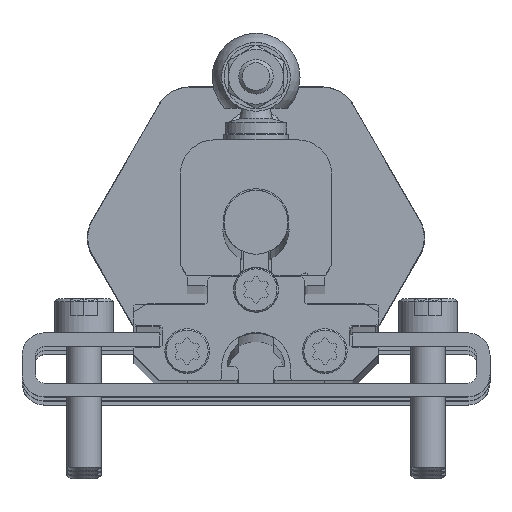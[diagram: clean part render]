
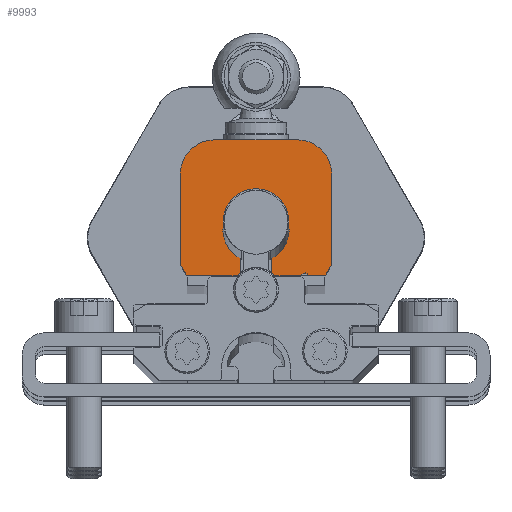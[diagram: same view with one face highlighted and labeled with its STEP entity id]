
A CAD part, top view. The second image highlights one B-rep face of the part: STEP entity #9993.
In plain terms, the highlighted planar face has unit normal (0, 0, 1).
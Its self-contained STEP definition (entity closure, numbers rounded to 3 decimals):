
#613=LINE('',#14910,#1265);
#643=LINE('',#15019,#1295);
#645=LINE('',#15024,#1297);
#649=LINE('',#15032,#1301);
#656=LINE('',#15049,#1308);
#657=LINE('',#15050,#1309);
#658=LINE('',#15052,#1310);
#659=LINE('',#15056,#1311);
#660=LINE('',#15060,#1312);
#661=LINE('',#15062,#1313);
#662=LINE('',#15064,#1314);
#663=LINE('',#15068,#1315);
#664=LINE('',#15070,#1316);
#665=LINE('',#15072,#1317);
#666=LINE('',#15074,#1318);
#667=LINE('',#15079,#1319);
#668=LINE('',#15081,#1320);
#669=LINE('',#15082,#1321);
#670=LINE('',#15086,#1322);
#671=LINE('',#15087,#1323);
#1265=VECTOR('',#12664,1000.);
#1295=VECTOR('',#12724,1000.);
#1297=VECTOR('',#12728,1000.);
#1301=VECTOR('',#12732,1000.);
#1308=VECTOR('',#12743,1000.);
#1309=VECTOR('',#12744,1000.);
#1310=VECTOR('',#12745,1000.);
#1311=VECTOR('',#12748,1000.);
#1312=VECTOR('',#12751,1000.);
#1313=VECTOR('',#12752,1000.);
#1314=VECTOR('',#12753,1000.);
#1315=VECTOR('',#12756,1000.);
#1316=VECTOR('',#12757,1000.);
#1317=VECTOR('',#12758,1000.);
#1318=VECTOR('',#12759,1000.);
#1319=VECTOR('',#12764,1000.);
#1320=VECTOR('',#12765,1000.);
#1321=VECTOR('',#12766,1000.);
#1322=VECTOR('',#12769,1000.);
#1323=VECTOR('',#12770,1000.);
#3211=ORIENTED_EDGE('',*,*,#4583,.F.);
#3212=ORIENTED_EDGE('',*,*,#4584,.F.);
#3213=ORIENTED_EDGE('',*,*,#4570,.T.);
#3214=ORIENTED_EDGE('',*,*,#4585,.T.);
#3215=ORIENTED_EDGE('',*,*,#4586,.T.);
#3216=ORIENTED_EDGE('',*,*,#4587,.T.);
#3217=ORIENTED_EDGE('',*,*,#4588,.T.);
#3218=ORIENTED_EDGE('',*,*,#4589,.F.);
#3219=ORIENTED_EDGE('',*,*,#4590,.T.);
#3220=ORIENTED_EDGE('',*,*,#4591,.T.);
#3221=ORIENTED_EDGE('',*,*,#4592,.T.);
#3222=ORIENTED_EDGE('',*,*,#4593,.T.);
#3223=ORIENTED_EDGE('',*,*,#4594,.T.);
#3224=ORIENTED_EDGE('',*,*,#4595,.T.);
#3225=ORIENTED_EDGE('',*,*,#4596,.T.);
#3226=ORIENTED_EDGE('',*,*,#4597,.T.);
#3227=ORIENTED_EDGE('',*,*,#4598,.T.);
#3228=ORIENTED_EDGE('',*,*,#4528,.T.);
#3229=ORIENTED_EDGE('',*,*,#4599,.T.);
#3230=ORIENTED_EDGE('',*,*,#4600,.T.);
#3231=ORIENTED_EDGE('',*,*,#4601,.T.);
#3232=ORIENTED_EDGE('',*,*,#4576,.T.);
#3233=ORIENTED_EDGE('',*,*,#4602,.T.);
#3234=ORIENTED_EDGE('',*,*,#4603,.T.);
#3235=ORIENTED_EDGE('',*,*,#4604,.T.);
#3236=ORIENTED_EDGE('',*,*,#4572,.T.);
#3237=ORIENTED_EDGE('',*,*,#4605,.F.);
#4528=EDGE_CURVE('',#5348,#5347,#613,.T.);
#4570=EDGE_CURVE('',#5372,#5379,#643,.T.);
#4572=EDGE_CURVE('',#5382,#5380,#645,.T.);
#4576=EDGE_CURVE('',#5386,#5385,#649,.T.);
#4583=EDGE_CURVE('',#5392,#5393,#5849,.T.);
#4584=EDGE_CURVE('',#5372,#5392,#656,.T.);
#4585=EDGE_CURVE('',#5379,#5394,#657,.T.);
#4586=EDGE_CURVE('',#5394,#5395,#658,.T.);
#4587=EDGE_CURVE('',#5395,#5396,#5850,.T.);
#4588=EDGE_CURVE('',#5396,#5397,#659,.T.);
#4589=EDGE_CURVE('',#5398,#5397,#5851,.T.);
#4590=EDGE_CURVE('',#5398,#5399,#660,.T.);
#4591=EDGE_CURVE('',#5399,#5400,#661,.T.);
#4592=EDGE_CURVE('',#5400,#5401,#662,.T.);
#4593=EDGE_CURVE('',#5401,#5402,#5852,.T.);
#4594=EDGE_CURVE('',#5402,#5403,#663,.T.);
#4595=EDGE_CURVE('',#5403,#5404,#664,.T.);
#4596=EDGE_CURVE('',#5404,#5405,#665,.T.);
#4597=EDGE_CURVE('',#5405,#5406,#666,.T.);
#4598=EDGE_CURVE('',#5406,#5348,#5853,.T.);
#4599=EDGE_CURVE('',#5347,#5407,#5854,.T.);
#4600=EDGE_CURVE('',#5407,#5408,#667,.T.);
#4601=EDGE_CURVE('',#5408,#5386,#668,.T.);
#4602=EDGE_CURVE('',#5385,#5409,#669,.T.);
#4603=EDGE_CURVE('',#5409,#5410,#5855,.T.);
#4604=EDGE_CURVE('',#5410,#5382,#670,.T.);
#4605=EDGE_CURVE('',#5393,#5380,#671,.T.);
#5347=VERTEX_POINT('',#14909);
#5348=VERTEX_POINT('',#14911);
#5372=VERTEX_POINT('',#15005);
#5379=VERTEX_POINT('',#15018);
#5380=VERTEX_POINT('',#15022);
#5382=VERTEX_POINT('',#15025);
#5385=VERTEX_POINT('',#15031);
#5386=VERTEX_POINT('',#15033);
#5392=VERTEX_POINT('',#15047);
#5393=VERTEX_POINT('',#15048);
#5394=VERTEX_POINT('',#15051);
#5395=VERTEX_POINT('',#15053);
#5396=VERTEX_POINT('',#15055);
#5397=VERTEX_POINT('',#15057);
#5398=VERTEX_POINT('',#15059);
#5399=VERTEX_POINT('',#15061);
#5400=VERTEX_POINT('',#15063);
#5401=VERTEX_POINT('',#15065);
#5402=VERTEX_POINT('',#15067);
#5403=VERTEX_POINT('',#15069);
#5404=VERTEX_POINT('',#15071);
#5405=VERTEX_POINT('',#15073);
#5406=VERTEX_POINT('',#15075);
#5407=VERTEX_POINT('',#15078);
#5408=VERTEX_POINT('',#15080);
#5409=VERTEX_POINT('',#15083);
#5410=VERTEX_POINT('',#15085);
#5849=CIRCLE('',#10773,4.81);
#5850=CIRCLE('',#10774,0.5);
#5851=CIRCLE('',#10775,0.5);
#5852=CIRCLE('',#10776,0.75);
#5853=CIRCLE('',#10777,5.);
#5854=CIRCLE('',#10778,5.);
#5855=CIRCLE('',#10779,0.75);
#6285=EDGE_LOOP('',(#3211,#3212,#3213,#3214,#3215,#3216,#3217,#3218,#3219,
#3220,#3221,#3222,#3223,#3224,#3225,#3226,#3227,#3228,#3229,#3230,#3231,
#3232,#3233,#3234,#3235,#3236,#3237));
#6800=FACE_BOUND('',#6285,.T.);
#7099=PLANE('',#10772);
#9993=ADVANCED_FACE('',(#6800),#7099,.T.);
#10772=AXIS2_PLACEMENT_3D('',#15045,#12739,#12740);
#10773=AXIS2_PLACEMENT_3D('',#15046,#12741,#12742);
#10774=AXIS2_PLACEMENT_3D('',#15054,#12746,#12747);
#10775=AXIS2_PLACEMENT_3D('',#15058,#12749,#12750);
#10776=AXIS2_PLACEMENT_3D('',#15066,#12754,#12755);
#10777=AXIS2_PLACEMENT_3D('',#15076,#12760,#12761);
#10778=AXIS2_PLACEMENT_3D('',#15077,#12762,#12763);
#10779=AXIS2_PLACEMENT_3D('',#15084,#12767,#12768);
#12664=DIRECTION('',(-1.,0.,0.));
#12724=DIRECTION('',(1.,0.,0.));
#12728=DIRECTION('',(1.,0.,0.));
#12732=DIRECTION('',(1.,0.,0.));
#12739=DIRECTION('',(0.,0.,1.));
#12740=DIRECTION('',(1.,0.,0.));
#12741=DIRECTION('',(0.,0.,1.));
#12742=DIRECTION('',(1.,0.,0.));
#12743=DIRECTION('',(0.,1.,0.));
#12744=DIRECTION('',(0.94,-0.342,0.));
#12745=DIRECTION('',(1.,0.,0.));
#12746=DIRECTION('',(0.,0.,1.));
#12747=DIRECTION('',(1.,0.,0.));
#12748=DIRECTION('',(0.5,0.866,0.));
#12749=DIRECTION('',(0.,0.,1.));
#12750=DIRECTION('',(1.,0.,0.));
#12751=DIRECTION('',(0.707,-0.707,0.));
#12752=DIRECTION('',(1.,0.,0.));
#12753=DIRECTION('',(0.,-1.,0.));
#12754=DIRECTION('',(0.,0.,1.));
#12755=DIRECTION('',(1.,0.,0.));
#12756=DIRECTION('',(0.,1.,0.));
#12757=DIRECTION('',(1.,0.,0.));
#12758=DIRECTION('',(0.5,0.866,0.));
#12759=DIRECTION('',(0.,1.,0.));
#12760=DIRECTION('',(0.,0.,1.));
#12761=DIRECTION('',(1.,0.,0.));
#12762=DIRECTION('',(0.,0.,1.));
#12763=DIRECTION('',(1.,0.,0.));
#12764=DIRECTION('',(0.,-1.,0.));
#12765=DIRECTION('',(0.5,-0.866,0.));
#12766=DIRECTION('',(0.,-1.,0.));
#12767=DIRECTION('',(0.,0.,1.));
#12768=DIRECTION('',(1.,0.,0.));
#12769=DIRECTION('',(0.,1.,0.));
#12770=DIRECTION('',(0.,-1.,0.));
#14909=CARTESIAN_POINT('',(-6.,19.8,20.));
#14910=CARTESIAN_POINT('',(6.,19.8,20.));
#14911=CARTESIAN_POINT('',(6.,19.8,20.));
#15005=CARTESIAN_POINT('',(2.265,0.,20.));
#15018=CARTESIAN_POINT('',(2.806,0.,20.));
#15019=CARTESIAN_POINT('',(-8.2,0.,20.));
#15022=CARTESIAN_POINT('',(-2.265,0.,20.));
#15024=CARTESIAN_POINT('',(-8.2,0.,20.));
#15025=CARTESIAN_POINT('',(-8.2,0.,20.));
#15031=CARTESIAN_POINT('',(-9.7,0.,20.));
#15032=CARTESIAN_POINT('',(-10.019,0.,20.));
#15033=CARTESIAN_POINT('',(-10.019,0.,20.));
#15045=CARTESIAN_POINT('',(-8.95,-0.21,20.));
#15046=CARTESIAN_POINT('',(0.,6.8,20.));
#15047=CARTESIAN_POINT('',(2.265,2.557,20.));
#15048=CARTESIAN_POINT('',(-2.265,2.557,20.));
#15049=CARTESIAN_POINT('',(2.265,0.,20.));
#15050=CARTESIAN_POINT('',(2.806,0.,20.));
#15051=CARTESIAN_POINT('',(4.18,-0.5,20.));
#15052=CARTESIAN_POINT('',(4.18,-0.5,20.));
#15053=CARTESIAN_POINT('',(5.938,-0.5,20.));
#15054=CARTESIAN_POINT('',(5.938,0.,20.));
#15055=CARTESIAN_POINT('',(6.371,-0.25,20.));
#15056=CARTESIAN_POINT('',(6.371,-0.25,20.));
#15057=CARTESIAN_POINT('',(6.637,0.21,20.));
#15058=CARTESIAN_POINT('',(7.07,-0.04,20.));
#15059=CARTESIAN_POINT('',(7.424,0.314,20.));
#15060=CARTESIAN_POINT('',(7.424,0.314,20.));
#15061=CARTESIAN_POINT('',(7.737,0.,20.));
#15062=CARTESIAN_POINT('',(7.737,0.,20.));
#15063=CARTESIAN_POINT('',(8.2,0.,20.));
#15064=CARTESIAN_POINT('',(8.2,0.,20.));
#15065=CARTESIAN_POINT('',(8.2,-0.21,20.));
#15066=CARTESIAN_POINT('',(8.95,-0.21,20.));
#15067=CARTESIAN_POINT('',(9.7,-0.21,20.));
#15068=CARTESIAN_POINT('',(9.7,-0.21,20.));
#15069=CARTESIAN_POINT('',(9.7,0.,20.));
#15070=CARTESIAN_POINT('',(9.7,0.,20.));
#15071=CARTESIAN_POINT('',(10.019,0.,20.));
#15072=CARTESIAN_POINT('',(10.019,0.,20.));
#15073=CARTESIAN_POINT('',(11.,1.7,20.));
#15074=CARTESIAN_POINT('',(11.,1.7,20.));
#15075=CARTESIAN_POINT('',(11.,14.8,20.));
#15076=CARTESIAN_POINT('',(6.,14.8,20.));
#15077=CARTESIAN_POINT('',(-6.,14.8,20.));
#15078=CARTESIAN_POINT('',(-11.,14.8,20.));
#15079=CARTESIAN_POINT('',(-11.,14.8,20.));
#15080=CARTESIAN_POINT('',(-11.,1.7,20.));
#15081=CARTESIAN_POINT('',(-11.,1.7,20.));
#15082=CARTESIAN_POINT('',(-9.7,0.,20.));
#15083=CARTESIAN_POINT('',(-9.7,-0.21,20.));
#15084=CARTESIAN_POINT('',(-8.95,-0.21,20.));
#15085=CARTESIAN_POINT('',(-8.2,-0.21,20.));
#15086=CARTESIAN_POINT('',(-8.2,-0.21,20.));
#15087=CARTESIAN_POINT('',(-2.265,2.557,20.));
